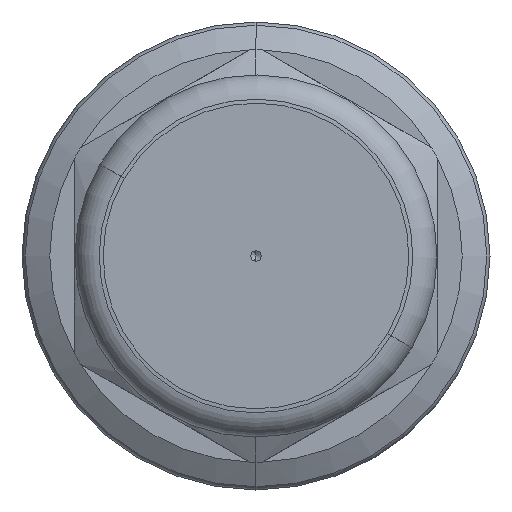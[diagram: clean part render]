
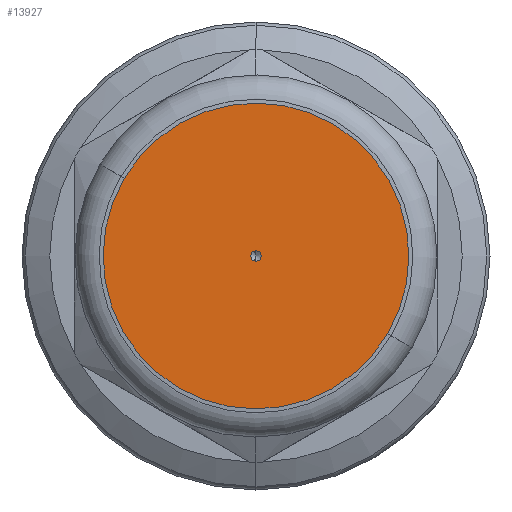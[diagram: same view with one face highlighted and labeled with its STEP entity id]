
A CAD part, left-side view. The second image highlights one B-rep face of the part: STEP entity #13927.
In plain terms, the highlighted planar face has unit normal (-1, 0, 0).
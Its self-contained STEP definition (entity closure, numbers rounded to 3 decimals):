
#669 = DIRECTION ( 'NONE',  ( 0., -0.862, -0.508 ) ) ;
#1007 = CARTESIAN_POINT ( 'NONE',  ( -68.9, 14.95, 8.805 ) ) ;
#1432 = ORIENTED_EDGE ( 'NONE', *, *, #11520, .T. ) ;
#2200 = CIRCLE ( 'NONE', #5517, 17.35 ) ;
#2267 = EDGE_LOOP ( 'NONE', ( #11736, #1432 ) ) ;
#2419 = CARTESIAN_POINT ( 'NONE',  ( -68.9, -0.517, -0.305 ) ) ;
#2623 = PLANE ( 'NONE',  #10290 ) ;
#3808 = CARTESIAN_POINT ( 'NONE',  ( -68.9, -14.95, -8.805 ) ) ;
#3947 = ORIENTED_EDGE ( 'NONE', *, *, #13289, .F. ) ;
#4080 = CIRCLE ( 'NONE', #17408, 0.6 ) ;
#5366 = CARTESIAN_POINT ( 'NONE',  ( -68.9, -0.517, -0.305 ) ) ;
#5517 = AXIS2_PLACEMENT_3D ( 'NONE', #10039, #14108, #669 ) ;
#5833 = VERTEX_POINT ( 'NONE', #2419 ) ;
#6371 = DIRECTION ( 'NONE',  ( 0., -0.862, -0.508 ) ) ;
#7626 = VERTEX_POINT ( 'NONE', #1007 ) ;
#7797 = CARTESIAN_POINT ( 'NONE',  ( -68.9, 0., 0. ) ) ;
#7974 = CARTESIAN_POINT ( 'NONE',  ( -68.9, 0.517, 0.305 ) ) ;
#10039 = CARTESIAN_POINT ( 'NONE',  ( -68.9, 0., 0. ) ) ;
#10073 = DIRECTION ( 'NONE',  ( 1., 0., 0. ) ) ;
#10290 = AXIS2_PLACEMENT_3D ( 'NONE', #5366, #12045, #13401 ) ;
#10458 = DIRECTION ( 'NONE',  ( 0., -0.862, -0.508 ) ) ;
#10535 = EDGE_CURVE ( 'NONE', #5833, #15382, #14525, .T. ) ;
#10849 = VERTEX_POINT ( 'NONE', #3808 ) ;
#11201 = AXIS2_PLACEMENT_3D ( 'NONE', #13861, #10073, #12555 ) ;
#11437 = EDGE_LOOP ( 'NONE', ( #16324, #3947 ) ) ;
#11505 = AXIS2_PLACEMENT_3D ( 'NONE', #14337, #14454, #6371 ) ;
#11520 = EDGE_CURVE ( 'NONE', #15382, #5833, #4080, .T. ) ;
#11736 = ORIENTED_EDGE ( 'NONE', *, *, #10535, .T. ) ;
#12045 = DIRECTION ( 'NONE',  ( -1., 0., 0. ) ) ;
#12555 = DIRECTION ( 'NONE',  ( 0., -0.862, -0.508 ) ) ;
#12711 = FACE_OUTER_BOUND ( 'NONE', #11437, .T. ) ;
#13289 = EDGE_CURVE ( 'NONE', #7626, #10849, #2200, .T. ) ;
#13401 = DIRECTION ( 'NONE',  ( 0., 0.862, 0.508 ) ) ;
#13771 = FACE_BOUND ( 'NONE', #2267, .T. ) ;
#13861 = CARTESIAN_POINT ( 'NONE',  ( -68.9, 0., 0. ) ) ;
#13927 = ADVANCED_FACE ( 'NONE', ( #13771, #12711 ), #2623, .T. ) ;
#14108 = DIRECTION ( 'NONE',  ( 1., 0., 0. ) ) ;
#14337 = CARTESIAN_POINT ( 'NONE',  ( -68.9, 0., 0. ) ) ;
#14454 = DIRECTION ( 'NONE',  ( 1., 0., 0. ) ) ;
#14525 = CIRCLE ( 'NONE', #11505, 0.6 ) ;
#14577 = DIRECTION ( 'NONE',  ( 1., 0., 0. ) ) ;
#14988 = CIRCLE ( 'NONE', #11201, 17.35 ) ;
#15382 = VERTEX_POINT ( 'NONE', #7974 ) ;
#16324 = ORIENTED_EDGE ( 'NONE', *, *, #17440, .F. ) ;
#17408 = AXIS2_PLACEMENT_3D ( 'NONE', #7797, #14577, #10458 ) ;
#17440 = EDGE_CURVE ( 'NONE', #10849, #7626, #14988, .T. ) ;
